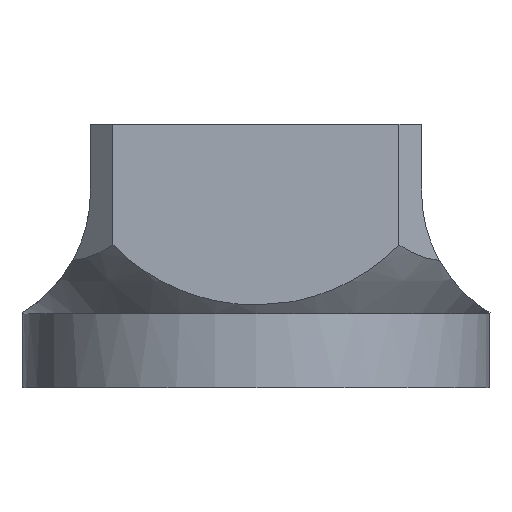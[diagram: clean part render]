
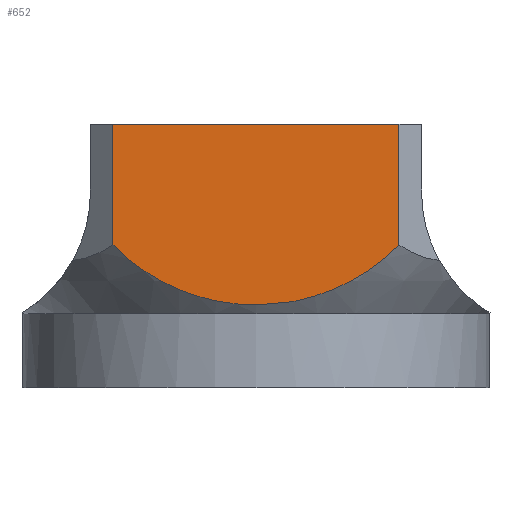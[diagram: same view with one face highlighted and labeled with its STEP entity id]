
A CAD part, left-side view. The second image highlights one B-rep face of the part: STEP entity #652.
In plain terms, the highlighted planar face has unit normal (-1, 0, 0).
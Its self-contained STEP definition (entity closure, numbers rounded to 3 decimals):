
#490=CARTESIAN_POINT('',(-32.,0.,0.));
#491=DIRECTION('',(-1.,0.,0.));
#492=DIRECTION('',(0.,-1.,0.));
#493=AXIS2_PLACEMENT_3D('',#490,#491,#492);
#494=PLANE('',#493);
#495=CARTESIAN_POINT('',(-32.,-18.955,51.123));
#496=VERTEX_POINT('',#495);
#497=CARTESIAN_POINT('',(-32.,-19.001,51.169));
#498=VERTEX_POINT('',#497);
#499=CARTESIAN_POINT('',(-32.,-18.955,51.123));
#500=CARTESIAN_POINT('',(-32.,-19.001,51.169));
#501=B_SPLINE_CURVE_WITH_KNOTS('',1,(#499,#500),.UNSPECIFIED.,.F.,.F.,(2,2),(0.,1.),.UNSPECIFIED.);
#502=EDGE_CURVE('',#496,#498,#501,.T.);
#503=ORIENTED_EDGE('',*,*,#502,.T.);
#504=CARTESIAN_POINT('',(-32.,-19.001,67.2));
#505=VERTEX_POINT('',#504);
#506=CARTESIAN_POINT('',(-32.,-19.001,51.169));
#507=DIRECTION('',(0.,0.,1.));
#508=VECTOR('',#507,16.03);
#509=LINE('',#506,#508);
#510=EDGE_CURVE('',#498,#505,#509,.T.);
#511=ORIENTED_EDGE('',*,*,#510,.T.);
#512=CARTESIAN_POINT('',(-32.,18.999,67.2));
#513=VERTEX_POINT('',#512);
#514=CARTESIAN_POINT('',(-32.,-19.001,67.2));
#515=DIRECTION('',(0.,1.,0.));
#516=VECTOR('',#515,38.);
#517=LINE('',#514,#516);
#518=EDGE_CURVE('',#505,#513,#517,.T.);
#519=ORIENTED_EDGE('',*,*,#518,.T.);
#520=CARTESIAN_POINT('',(-32.,18.999,51.169));
#521=VERTEX_POINT('',#520);
#522=CARTESIAN_POINT('',(-32.,18.999,67.2));
#523=DIRECTION('',(0.,0.,-1.));
#524=VECTOR('',#523,16.03);
#525=LINE('',#522,#524);
#526=EDGE_CURVE('',#513,#521,#525,.T.);
#527=ORIENTED_EDGE('',*,*,#526,.T.);
#528=CARTESIAN_POINT('',(-32.,14.893,47.754));
#529=VERTEX_POINT('',#528);
#530=CARTESIAN_POINT('',(-32.,18.999,51.169));
#531=CARTESIAN_POINT('',(-32.,17.118,49.255));
#532=CARTESIAN_POINT('',(-32.,14.893,47.754));
#533=B_SPLINE_CURVE_WITH_KNOTS('',2,(#530,#531,#532),.UNSPECIFIED.,.F.,.F.,(3,3),(0.,1.),.UNSPECIFIED.);
#534=EDGE_CURVE('',#521,#529,#533,.T.);
#535=ORIENTED_EDGE('',*,*,#534,.T.);
#536=CARTESIAN_POINT('',(-32.,10.305,45.274));
#537=VERTEX_POINT('',#536);
#538=CARTESIAN_POINT('',(-32.,14.893,47.754));
#539=CARTESIAN_POINT('',(-32.,12.722,46.292));
#540=CARTESIAN_POINT('',(-32.,10.305,45.274));
#541=B_SPLINE_CURVE_WITH_KNOTS('',2,(#538,#539,#540),.UNSPECIFIED.,.F.,.F.,(3,3),(0.,1.),.UNSPECIFIED.);
#542=EDGE_CURVE('',#529,#537,#541,.T.);
#543=ORIENTED_EDGE('',*,*,#542,.T.);
#544=CARTESIAN_POINT('',(-32.,10.294,45.27));
#545=VERTEX_POINT('',#544);
#546=CARTESIAN_POINT('',(-32.,10.305,45.274));
#547=CARTESIAN_POINT('',(-32.,10.294,45.27));
#548=B_SPLINE_CURVE_WITH_KNOTS('',1,(#546,#547),.UNSPECIFIED.,.F.,.F.,(2,2),(0.,1.),.UNSPECIFIED.);
#549=EDGE_CURVE('',#537,#545,#548,.T.);
#550=ORIENTED_EDGE('',*,*,#549,.T.);
#551=CARTESIAN_POINT('',(-32.,5.355,43.744));
#552=VERTEX_POINT('',#551);
#553=CARTESIAN_POINT('',(-32.,10.294,45.27));
#554=CARTESIAN_POINT('',(-32.,9.1,44.77));
#555=CARTESIAN_POINT('',(-32.,7.862,44.387));
#556=CARTESIAN_POINT('',(-32.,6.623,44.004));
#557=CARTESIAN_POINT('',(-32.,5.355,43.744));
#558=B_SPLINE_CURVE_WITH_KNOTS('',2,(#553,#554,#555,#556,#557),.UNSPECIFIED.,.F.,.F.,(3,2,3),(0.,0.5,1.),.UNSPECIFIED.);
#559=EDGE_CURVE('',#545,#552,#558,.T.);
#560=ORIENTED_EDGE('',*,*,#559,.T.);
#561=CARTESIAN_POINT('',(-32.,5.27,43.726));
#562=VERTEX_POINT('',#561);
#563=CARTESIAN_POINT('',(-32.,5.355,43.744));
#564=CARTESIAN_POINT('',(-32.,5.27,43.726));
#565=B_SPLINE_CURVE_WITH_KNOTS('',1,(#563,#564),.UNSPECIFIED.,.F.,.F.,(2,2),(0.,1.),.UNSPECIFIED.);
#566=EDGE_CURVE('',#552,#562,#565,.T.);
#567=ORIENTED_EDGE('',*,*,#566,.T.);
#568=CARTESIAN_POINT('',(-32.,0.,43.2));
#569=VERTEX_POINT('',#568);
#570=CARTESIAN_POINT('',(-32.,5.27,43.726));
#571=CARTESIAN_POINT('',(-32.,2.655,43.202));
#572=CARTESIAN_POINT('',(-32.,0.,43.2));
#573=B_SPLINE_CURVE_WITH_KNOTS('',2,(#570,#571,#572),.UNSPECIFIED.,.F.,.F.,(3,3),(0.,1.),.UNSPECIFIED.);
#574=EDGE_CURVE('',#562,#569,#573,.T.);
#575=ORIENTED_EDGE('',*,*,#574,.T.);
#576=CARTESIAN_POINT('',(-32.,-0.061,43.2));
#577=VERTEX_POINT('',#576);
#578=CARTESIAN_POINT('',(-32.,0.,43.2));
#579=CARTESIAN_POINT('',(-32.,-0.061,43.2));
#580=B_SPLINE_CURVE_WITH_KNOTS('',1,(#578,#579),.UNSPECIFIED.,.F.,.F.,(2,2),(0.,1.),.UNSPECIFIED.);
#581=EDGE_CURVE('',#569,#577,#580,.T.);
#582=ORIENTED_EDGE('',*,*,#581,.T.);
#583=CARTESIAN_POINT('',(-32.,-4.621,43.604));
#584=VERTEX_POINT('',#583);
#585=CARTESIAN_POINT('',(-32.,-0.061,43.2));
#586=CARTESIAN_POINT('',(-32.,-2.358,43.205));
#587=CARTESIAN_POINT('',(-32.,-4.621,43.604));
#588=B_SPLINE_CURVE_WITH_KNOTS('',2,(#585,#586,#587),.UNSPECIFIED.,.F.,.F.,(3,3),(0.,1.),.UNSPECIFIED.);
#589=EDGE_CURVE('',#577,#584,#588,.T.);
#590=ORIENTED_EDGE('',*,*,#589,.T.);
#591=CARTESIAN_POINT('',(-32.,-5.334,43.739));
#592=VERTEX_POINT('',#591);
#593=CARTESIAN_POINT('',(-32.,-4.621,43.604));
#594=CARTESIAN_POINT('',(-32.,-4.979,43.667));
#595=CARTESIAN_POINT('',(-32.,-5.334,43.739));
#596=B_SPLINE_CURVE_WITH_KNOTS('',2,(#593,#594,#595),.UNSPECIFIED.,.F.,.F.,(3,3),(0.,1.),.UNSPECIFIED.);
#597=EDGE_CURVE('',#584,#592,#596,.T.);
#598=ORIENTED_EDGE('',*,*,#597,.T.);
#599=CARTESIAN_POINT('',(-32.,-7.782,44.362));
#600=VERTEX_POINT('',#599);
#601=CARTESIAN_POINT('',(-32.,-5.334,43.739));
#602=CARTESIAN_POINT('',(-32.,-6.573,43.992));
#603=CARTESIAN_POINT('',(-32.,-7.782,44.362));
#604=B_SPLINE_CURVE_WITH_KNOTS('',2,(#601,#602,#603),.UNSPECIFIED.,.F.,.F.,(3,3),(0.,1.),.UNSPECIFIED.);
#605=EDGE_CURVE('',#592,#600,#604,.T.);
#606=ORIENTED_EDGE('',*,*,#605,.T.);
#607=CARTESIAN_POINT('',(-32.,-7.799,44.367));
#608=VERTEX_POINT('',#607);
#609=CARTESIAN_POINT('',(-32.,-7.782,44.362));
#610=CARTESIAN_POINT('',(-32.,-7.799,44.367));
#611=B_SPLINE_CURVE_WITH_KNOTS('',1,(#609,#610),.UNSPECIFIED.,.F.,.F.,(2,2),(0.,1.),.UNSPECIFIED.);
#612=EDGE_CURVE('',#600,#608,#611,.T.);
#613=ORIENTED_EDGE('',*,*,#612,.T.);
#614=CARTESIAN_POINT('',(-32.,-7.805,44.368));
#615=VERTEX_POINT('',#614);
#616=CARTESIAN_POINT('',(-32.,-7.799,44.367));
#617=CARTESIAN_POINT('',(-32.,-7.804,44.369));
#618=B_SPLINE_CURVE_WITH_KNOTS('',1,(#616,#617),.UNSPECIFIED.,.F.,.F.,(2,2),(0.,1.),.UNSPECIFIED.);
#619=EDGE_CURVE('',#608,#615,#618,.T.);
#620=ORIENTED_EDGE('',*,*,#619,.T.);
#621=CARTESIAN_POINT('',(-32.,-10.296,45.27));
#622=VERTEX_POINT('',#621);
#623=CARTESIAN_POINT('',(-32.,-7.804,44.369));
#624=CARTESIAN_POINT('',(-32.,-9.07,44.757));
#625=CARTESIAN_POINT('',(-32.,-10.296,45.27));
#626=B_SPLINE_CURVE_WITH_KNOTS('',2,(#623,#624,#625),.UNSPECIFIED.,.F.,.F.,(3,3),(0.,1.),.UNSPECIFIED.);
#627=EDGE_CURVE('',#615,#622,#626,.T.);
#628=ORIENTED_EDGE('',*,*,#627,.T.);
#629=CARTESIAN_POINT('',(-32.,-14.943,47.787));
#630=VERTEX_POINT('',#629);
#631=CARTESIAN_POINT('',(-32.,-10.296,45.27));
#632=CARTESIAN_POINT('',(-32.,-12.745,46.296));
#633=CARTESIAN_POINT('',(-32.,-14.943,47.787));
#634=B_SPLINE_CURVE_WITH_KNOTS('',2,(#631,#632,#633),.UNSPECIFIED.,.F.,.F.,(3,3),(0.,1.),.UNSPECIFIED.);
#635=EDGE_CURVE('',#622,#630,#634,.T.);
#636=ORIENTED_EDGE('',*,*,#635,.T.);
#637=CARTESIAN_POINT('',(-32.,-18.838,51.005));
#638=VERTEX_POINT('',#637);
#639=CARTESIAN_POINT('',(-32.,-14.943,47.787));
#640=CARTESIAN_POINT('',(-32.,-17.05,49.217));
#641=CARTESIAN_POINT('',(-32.,-18.838,51.005));
#642=B_SPLINE_CURVE_WITH_KNOTS('',2,(#639,#640,#641),.UNSPECIFIED.,.F.,.F.,(3,3),(0.,1.),.UNSPECIFIED.);
#643=EDGE_CURVE('',#630,#638,#642,.T.);
#644=ORIENTED_EDGE('',*,*,#643,.T.);
#645=CARTESIAN_POINT('',(-32.,-18.838,51.005));
#646=CARTESIAN_POINT('',(-32.,-18.955,51.123));
#647=B_SPLINE_CURVE_WITH_KNOTS('',1,(#645,#646),.UNSPECIFIED.,.F.,.F.,(2,2),(0.,1.),.UNSPECIFIED.);
#648=EDGE_CURVE('',#638,#496,#647,.T.);
#649=ORIENTED_EDGE('',*,*,#648,.T.);
#650=EDGE_LOOP('',(#503,#511,#519,#527,#535,#543,#550,#560,#567,#575,#582,#590,#598,#606,#613,#620,#628,#636,#644,#649));
#651=FACE_BOUND('',#650,.T.);
#652=ADVANCED_FACE('',(#651),#494,.T.);
